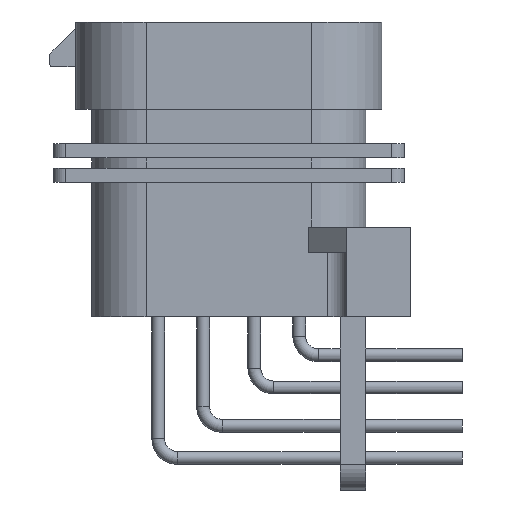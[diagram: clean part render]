
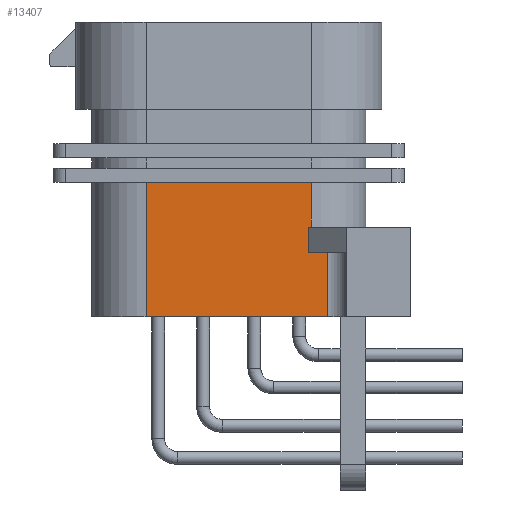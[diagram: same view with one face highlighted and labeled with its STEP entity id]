
A CAD part, left-side view. The second image highlights one B-rep face of the part: STEP entity #13407.
In plain terms, the highlighted planar face has unit normal (-1, 0, 0).
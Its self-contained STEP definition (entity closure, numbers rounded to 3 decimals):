
#1246=DIRECTION('',(0.,0.,-1.));
#1247=VECTOR('',#1246,3.5);
#1248=CARTESIAN_POINT('',(-35.5,-6.45,-12.5));
#1249=LINE('',#1248,#1247);
#1267=DIRECTION('',(0.,-1.,0.));
#1268=VECTOR('',#1267,1.5);
#1269=CARTESIAN_POINT('',(-35.5,-6.2,-18.));
#1270=LINE('',#1269,#1268);
#1271=DIRECTION('',(0.,0.,1.));
#1272=VECTOR('',#1271,5.);
#1273=CARTESIAN_POINT('',(-35.5,-7.7,-23.));
#1274=LINE('',#1273,#1272);
#1275=DIRECTION('',(0.,1.,0.));
#1276=VECTOR('',#1275,14.15);
#1277=CARTESIAN_POINT('',(-35.5,-7.7,-23.));
#1278=LINE('',#1277,#1276);
#1279=DIRECTION('',(0.,0.,-1.));
#1280=VECTOR('',#1279,10.5);
#1281=CARTESIAN_POINT('',(-35.5,6.45,-12.5));
#1282=LINE('',#1281,#1280);
#1283=DIRECTION('',(0.,-1.,0.));
#1284=VECTOR('',#1283,12.9);
#1285=CARTESIAN_POINT('',(-35.5,6.45,-12.5));
#1286=LINE('',#1285,#1284);
#1287=DIRECTION('',(0.,1.,0.));
#1288=VECTOR('',#1287,0.25);
#1289=CARTESIAN_POINT('',(-35.5,-6.45,-16.));
#1290=LINE('',#1289,#1288);
#1291=DIRECTION('',(0.,0.,1.));
#1292=VECTOR('',#1291,2.);
#1293=CARTESIAN_POINT('',(-35.5,-6.2,-18.));
#1294=LINE('',#1293,#1292);
#9636=CARTESIAN_POINT('',(-35.5,6.45,-23.));
#9637=VERTEX_POINT('',#9636);
#9760=CARTESIAN_POINT('',(-35.5,6.45,-12.5));
#9761=VERTEX_POINT('',#9760);
#9764=CARTESIAN_POINT('',(-35.5,-6.45,-12.5));
#9765=VERTEX_POINT('',#9764);
#9806=CARTESIAN_POINT('',(-35.5,-7.7,-23.));
#9807=VERTEX_POINT('',#9806);
#9870=CARTESIAN_POINT('',(-35.5,-6.2,-18.));
#9871=CARTESIAN_POINT('',(-35.5,-7.7,-18.));
#9872=VERTEX_POINT('',#9870);
#9873=VERTEX_POINT('',#9871);
#9874=CARTESIAN_POINT('',(-35.5,-6.2,-16.));
#9875=VERTEX_POINT('',#9874);
#10530=CARTESIAN_POINT('',(-35.5,-6.45,-16.));
#10531=VERTEX_POINT('',#10530);
#13386=CARTESIAN_POINT('',(-35.5,6.45,0.));
#13387=DIRECTION('',(-1.,0.,0.));
#13388=DIRECTION('',(0.,-1.,0.));
#13389=AXIS2_PLACEMENT_3D('',#13386,#13387,#13388);
#13390=PLANE('',#13389);
#13392=ORIENTED_EDGE('',*,*,#13391,.T.);
#13394=ORIENTED_EDGE('',*,*,#13393,.F.);
#13396=ORIENTED_EDGE('',*,*,#13395,.T.);
#13398=ORIENTED_EDGE('',*,*,#13397,.F.);
#13399=ORIENTED_EDGE('',*,*,#13331,.T.);
#13400=ORIENTED_EDGE('',*,*,#13366,.T.);
#13402=ORIENTED_EDGE('',*,*,#13401,.T.);
#13404=ORIENTED_EDGE('',*,*,#13403,.F.);
#13405=EDGE_LOOP('',(#13392,#13394,#13396,#13398,#13399,#13400,#13402,#13404));
#13406=FACE_OUTER_BOUND('',#13405,.F.);
#13407=ADVANCED_FACE('',(#13406),#13390,.T.);
#13331=EDGE_CURVE('',#9761,#9765,#1286,.T.);
#13366=EDGE_CURVE('',#9765,#10531,#1249,.T.);
#13391=EDGE_CURVE('',#9872,#9873,#1270,.T.);
#13393=EDGE_CURVE('',#9807,#9873,#1274,.T.);
#13395=EDGE_CURVE('',#9807,#9637,#1278,.T.);
#13397=EDGE_CURVE('',#9761,#9637,#1282,.T.);
#13401=EDGE_CURVE('',#10531,#9875,#1290,.T.);
#13403=EDGE_CURVE('',#9872,#9875,#1294,.T.);
